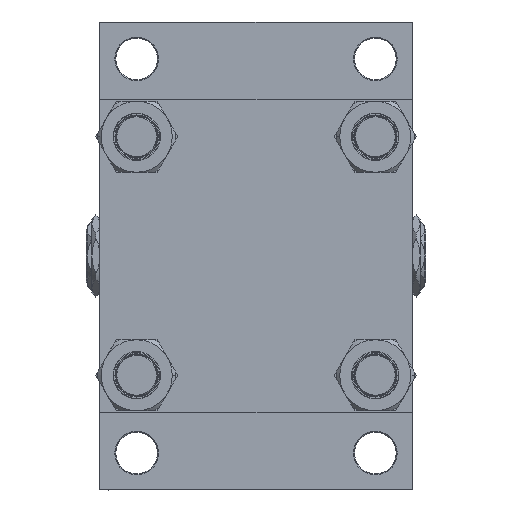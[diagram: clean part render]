
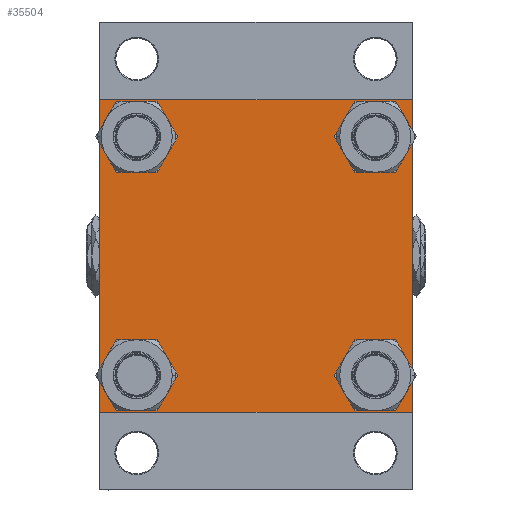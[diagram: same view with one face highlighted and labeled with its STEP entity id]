
A CAD part, left-side view. The second image highlights one B-rep face of the part: STEP entity #35504.
In plain terms, the highlighted planar face has unit normal (-1, 0, 0).
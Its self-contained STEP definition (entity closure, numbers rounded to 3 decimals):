
#16 = CARTESIAN_POINT ( 'NONE',  ( 0., 82.5, 82.5 ) ) ;
#261 = CARTESIAN_POINT ( 'NONE',  ( 0., -82.5, 82. ) ) ;
#710 = DIRECTION ( 'NONE',  ( 1., 0., 0. ) ) ;
#819 = CARTESIAN_POINT ( 'NONE',  ( 0., 62.95, 62.95 ) ) ;
#1764 = CARTESIAN_POINT ( 'NONE',  ( 0., 62.95, 74.45 ) ) ;
#1778 = ORIENTED_EDGE ( 'NONE', *, *, #18131, .T. ) ;
#2087 = DIRECTION ( 'NONE',  ( 0., 0.707, -0.707 ) ) ;
#2468 = LINE ( 'NONE', #3893, #25882 ) ;
#3525 = DIRECTION ( 'NONE',  ( 1., 0., 0. ) ) ;
#3586 = VECTOR ( 'NONE', #33269, 1000. ) ;
#3704 = LINE ( 'NONE', #11699, #45982 ) ;
#3893 = CARTESIAN_POINT ( 'NONE',  ( 0., -82.25, -82.25 ) ) ;
#4092 = EDGE_LOOP ( 'NONE', ( #8830, #29577 ) ) ;
#4449 = DIRECTION ( 'NONE',  ( 0., -1., 0. ) ) ;
#4619 = AXIS2_PLACEMENT_3D ( 'NONE', #12383, #35869, #5131 ) ;
#5131 = DIRECTION ( 'NONE',  ( 0., 0., 1. ) ) ;
#5404 = DIRECTION ( 'NONE',  ( 0., 0., 1. ) ) ;
#5421 = EDGE_CURVE ( 'NONE', #28966, #44698, #8586, .T. ) ;
#5691 = EDGE_LOOP ( 'NONE', ( #46351, #13730 ) ) ;
#5911 = VERTEX_POINT ( 'NONE', #14521 ) ;
#5974 = EDGE_CURVE ( 'NONE', #17745, #39835, #45710, .T. ) ;
#5987 = CIRCLE ( 'NONE', #29179, 11.5 ) ;
#6061 = CIRCLE ( 'NONE', #29227, 11.5 ) ;
#6085 = VECTOR ( 'NONE', #41736, 1000. ) ;
#6970 = DIRECTION ( 'NONE',  ( 0., 0., 1. ) ) ;
#8343 = VERTEX_POINT ( 'NONE', #39264 ) ;
#8461 = EDGE_CURVE ( 'NONE', #20792, #36855, #44469, .T. ) ;
#8543 = ORIENTED_EDGE ( 'NONE', *, *, #40007, .T. ) ;
#8586 = CIRCLE ( 'NONE', #4619, 11.5 ) ;
#8830 = ORIENTED_EDGE ( 'NONE', *, *, #40346, .T. ) ;
#10007 = CARTESIAN_POINT ( 'NONE',  ( 0., 82.25, -82.25 ) ) ;
#10088 = CIRCLE ( 'NONE', #35657, 11.5 ) ;
#10537 = CARTESIAN_POINT ( 'NONE',  ( 0., -62.95, 62.95 ) ) ;
#10968 = FACE_BOUND ( 'NONE', #4092, .T. ) ;
#10970 = LINE ( 'NONE', #36726, #44449 ) ;
#11212 = EDGE_CURVE ( 'NONE', #8343, #40062, #37775, .T. ) ;
#11213 = VERTEX_POINT ( 'NONE', #15026 ) ;
#11627 = AXIS2_PLACEMENT_3D ( 'NONE', #819, #42535, #16551 ) ;
#11699 = CARTESIAN_POINT ( 'NONE',  ( 0., 82.5, -82.5 ) ) ;
#12383 = CARTESIAN_POINT ( 'NONE',  ( 0., -62.95, -62.95 ) ) ;
#12443 = CARTESIAN_POINT ( 'NONE',  ( 0., 62.95, 62.95 ) ) ;
#12853 = CARTESIAN_POINT ( 'NONE',  ( 0., 82.25, 82.25 ) ) ;
#12971 = CARTESIAN_POINT ( 'NONE',  ( 0., 62.95, -62.95 ) ) ;
#13027 = AXIS2_PLACEMENT_3D ( 'NONE', #26221, #30216, #6970 ) ;
#13730 = ORIENTED_EDGE ( 'NONE', *, *, #41567, .T. ) ;
#13883 = EDGE_CURVE ( 'NONE', #11213, #34003, #2468, .T. ) ;
#14521 = CARTESIAN_POINT ( 'NONE',  ( 0., 62.95, 51.45 ) ) ;
#14964 = PLANE ( 'NONE',  #13027 ) ;
#15026 = CARTESIAN_POINT ( 'NONE',  ( 0., -82., -82.5 ) ) ;
#15275 = DIRECTION ( 'NONE',  ( 0., 0., 1. ) ) ;
#15301 = VECTOR ( 'NONE', #40226, 1000. ) ;
#15632 = EDGE_LOOP ( 'NONE', ( #37996, #8543, #19304, #31073, #30716, #16300, #17547, #40734 ) ) ;
#15957 = CARTESIAN_POINT ( 'NONE',  ( 0., 62.95, -62.95 ) ) ;
#16300 = ORIENTED_EDGE ( 'NONE', *, *, #8461, .T. ) ;
#16551 = DIRECTION ( 'NONE',  ( 0., 0., 1. ) ) ;
#16642 = EDGE_CURVE ( 'NONE', #5911, #28399, #18792, .T. ) ;
#17547 = ORIENTED_EDGE ( 'NONE', *, *, #45477, .F. ) ;
#17733 = DIRECTION ( 'NONE',  ( 0., 0., -1. ) ) ;
#17745 = VERTEX_POINT ( 'NONE', #34556 ) ;
#18131 = EDGE_CURVE ( 'NONE', #28399, #5911, #6061, .T. ) ;
#18792 = CIRCLE ( 'NONE', #11627, 11.5 ) ;
#19058 = CARTESIAN_POINT ( 'NONE',  ( 0., -82.5, -82. ) ) ;
#19304 = ORIENTED_EDGE ( 'NONE', *, *, #21785, .T. ) ;
#20449 = AXIS2_PLACEMENT_3D ( 'NONE', #35411, #27908, #5404 ) ;
#20792 = VERTEX_POINT ( 'NONE', #261 ) ;
#21201 = DIRECTION ( 'NONE',  ( 0., 0., 1. ) ) ;
#21318 = EDGE_CURVE ( 'NONE', #44698, #28966, #10088, .T. ) ;
#21785 = EDGE_CURVE ( 'NONE', #36514, #11213, #3704, .T. ) ;
#21867 = DIRECTION ( 'NONE',  ( 0., 0., -1. ) ) ;
#22448 = EDGE_CURVE ( 'NONE', #20792, #34003, #10970, .T. ) ;
#22600 = CARTESIAN_POINT ( 'NONE',  ( 0., 82.5, 82.5 ) ) ;
#22811 = VERTEX_POINT ( 'NONE', #29167 ) ;
#24368 = ORIENTED_EDGE ( 'NONE', *, *, #5421, .T. ) ;
#24447 = CIRCLE ( 'NONE', #20449, 11.5 ) ;
#25727 = FACE_BOUND ( 'NONE', #30291, .T. ) ;
#25800 = AXIS2_PLACEMENT_3D ( 'NONE', #10537, #3525, #15275 ) ;
#25882 = VECTOR ( 'NONE', #30145, 1000. ) ;
#26221 = CARTESIAN_POINT ( 'NONE',  ( 0., 0., 0. ) ) ;
#26231 = CARTESIAN_POINT ( 'NONE',  ( 0., 82.5, -82. ) ) ;
#27908 = DIRECTION ( 'NONE',  ( 1., 0., 0. ) ) ;
#28399 = VERTEX_POINT ( 'NONE', #1764 ) ;
#28510 = VERTEX_POINT ( 'NONE', #26231 ) ;
#28966 = VERTEX_POINT ( 'NONE', #39329 ) ;
#29167 = CARTESIAN_POINT ( 'NONE',  ( 0., 82.5, 82. ) ) ;
#29179 = AXIS2_PLACEMENT_3D ( 'NONE', #12971, #39720, #21201 ) ;
#29227 = AXIS2_PLACEMENT_3D ( 'NONE', #12443, #710, #35444 ) ;
#29577 = ORIENTED_EDGE ( 'NONE', *, *, #5974, .T. ) ;
#29999 = LINE ( 'NONE', #16, #6085 ) ;
#30145 = DIRECTION ( 'NONE',  ( 0., -0.707, 0.707 ) ) ;
#30216 = DIRECTION ( 'NONE',  ( -1., 0., 0. ) ) ;
#30291 = EDGE_LOOP ( 'NONE', ( #1778, #34041 ) ) ;
#30716 = ORIENTED_EDGE ( 'NONE', *, *, #22448, .F. ) ;
#31073 = ORIENTED_EDGE ( 'NONE', *, *, #13883, .T. ) ;
#31668 = VECTOR ( 'NONE', #21867, 1000. ) ;
#31865 = LINE ( 'NONE', #12853, #38894 ) ;
#33153 = CARTESIAN_POINT ( 'NONE',  ( 0., -62.95, -62.95 ) ) ;
#33269 = DIRECTION ( 'NONE',  ( 0., -0.707, -0.707 ) ) ;
#33479 = FACE_OUTER_BOUND ( 'NONE', #15632, .T. ) ;
#33508 = CARTESIAN_POINT ( 'NONE',  ( 0., -62.95, 51.45 ) ) ;
#34003 = VERTEX_POINT ( 'NONE', #19058 ) ;
#34041 = ORIENTED_EDGE ( 'NONE', *, *, #16642, .T. ) ;
#34556 = CARTESIAN_POINT ( 'NONE',  ( 0., 62.95, -74.45 ) ) ;
#34940 = CARTESIAN_POINT ( 'NONE',  ( 0., 82., -82.5 ) ) ;
#35200 = DIRECTION ( 'NONE',  ( 1., 0., 0. ) ) ;
#35411 = CARTESIAN_POINT ( 'NONE',  ( 0., -62.95, 62.95 ) ) ;
#35444 = DIRECTION ( 'NONE',  ( 0., 0., 1. ) ) ;
#35504 = ADVANCED_FACE ( 'NONE', ( #37700, #40719, #10968, #25727, #33479 ), #14964, .T. ) ;
#35537 = CARTESIAN_POINT ( 'NONE',  ( 0., 62.95, -51.45 ) ) ;
#35657 = AXIS2_PLACEMENT_3D ( 'NONE', #33153, #37379, #48365 ) ;
#35869 = DIRECTION ( 'NONE',  ( 1., 0., 0. ) ) ;
#36264 = LINE ( 'NONE', #10007, #3586 ) ;
#36514 = VERTEX_POINT ( 'NONE', #34940 ) ;
#36726 = CARTESIAN_POINT ( 'NONE',  ( 0., -82.5, 82.5 ) ) ;
#36855 = VERTEX_POINT ( 'NONE', #39849 ) ;
#37379 = DIRECTION ( 'NONE',  ( 1., 0., 0. ) ) ;
#37700 = FACE_BOUND ( 'NONE', #5691, .T. ) ;
#37775 = CIRCLE ( 'NONE', #25800, 11.5 ) ;
#37996 = ORIENTED_EDGE ( 'NONE', *, *, #42538, .T. ) ;
#38093 = CARTESIAN_POINT ( 'NONE',  ( 0., 82., 82.5 ) ) ;
#38894 = VECTOR ( 'NONE', #2087, 1000. ) ;
#39264 = CARTESIAN_POINT ( 'NONE',  ( 0., -62.95, 74.45 ) ) ;
#39329 = CARTESIAN_POINT ( 'NONE',  ( 0., -62.95, -51.45 ) ) ;
#39720 = DIRECTION ( 'NONE',  ( 1., 0., 0. ) ) ;
#39835 = VERTEX_POINT ( 'NONE', #35537 ) ;
#39849 = CARTESIAN_POINT ( 'NONE',  ( 0., -82., 82.5 ) ) ;
#40007 = EDGE_CURVE ( 'NONE', #28510, #36514, #36264, .T. ) ;
#40062 = VERTEX_POINT ( 'NONE', #33508 ) ;
#40226 = DIRECTION ( 'NONE',  ( 0., 0.707, 0.707 ) ) ;
#40346 = EDGE_CURVE ( 'NONE', #39835, #17745, #5987, .T. ) ;
#40719 = FACE_BOUND ( 'NONE', #44759, .T. ) ;
#40734 = ORIENTED_EDGE ( 'NONE', *, *, #43546, .T. ) ;
#41567 = EDGE_CURVE ( 'NONE', #40062, #8343, #24447, .T. ) ;
#41727 = VERTEX_POINT ( 'NONE', #38093 ) ;
#41736 = DIRECTION ( 'NONE',  ( 0., -1., 0. ) ) ;
#42535 = DIRECTION ( 'NONE',  ( 1., 0., 0. ) ) ;
#42538 = EDGE_CURVE ( 'NONE', #22811, #28510, #48596, .T. ) ;
#43546 = EDGE_CURVE ( 'NONE', #41727, #22811, #31865, .T. ) ;
#44093 = AXIS2_PLACEMENT_3D ( 'NONE', #15957, #35200, #46685 ) ;
#44449 = VECTOR ( 'NONE', #17733, 1000. ) ;
#44469 = LINE ( 'NONE', #48452, #15301 ) ;
#44698 = VERTEX_POINT ( 'NONE', #48358 ) ;
#44759 = EDGE_LOOP ( 'NONE', ( #24368, #46595 ) ) ;
#45477 = EDGE_CURVE ( 'NONE', #41727, #36855, #29999, .T. ) ;
#45710 = CIRCLE ( 'NONE', #44093, 11.5 ) ;
#45982 = VECTOR ( 'NONE', #4449, 1000. ) ;
#46351 = ORIENTED_EDGE ( 'NONE', *, *, #11212, .T. ) ;
#46595 = ORIENTED_EDGE ( 'NONE', *, *, #21318, .T. ) ;
#46685 = DIRECTION ( 'NONE',  ( 0., 0., 1. ) ) ;
#48358 = CARTESIAN_POINT ( 'NONE',  ( 0., -62.95, -74.45 ) ) ;
#48365 = DIRECTION ( 'NONE',  ( 0., 0., 1. ) ) ;
#48452 = CARTESIAN_POINT ( 'NONE',  ( 0., -82.25, 82.25 ) ) ;
#48596 = LINE ( 'NONE', #22600, #31668 ) ;
